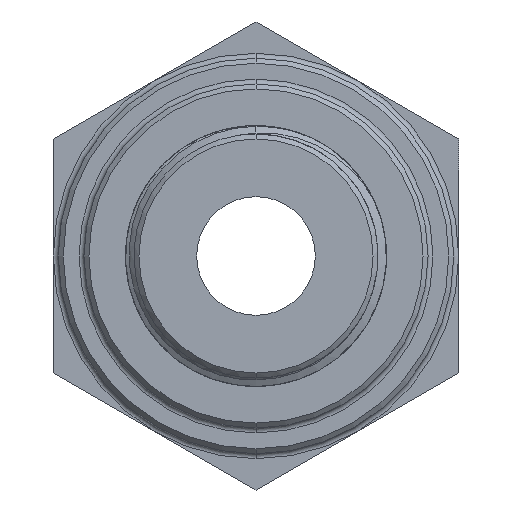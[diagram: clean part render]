
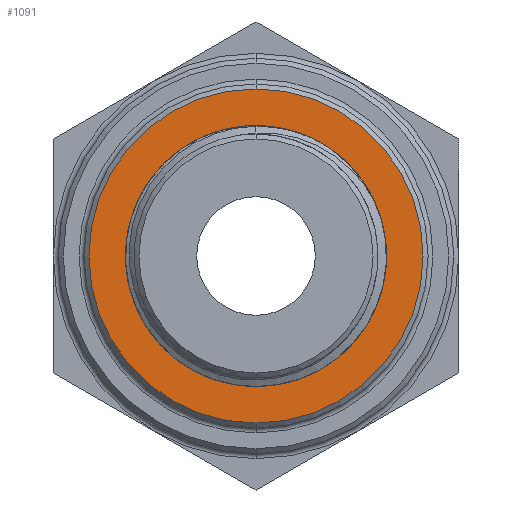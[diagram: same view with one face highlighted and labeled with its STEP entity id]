
A CAD part, left-side view. The second image highlights one B-rep face of the part: STEP entity #1091.
In plain terms, the highlighted planar face has unit normal (-1, 0, 0).
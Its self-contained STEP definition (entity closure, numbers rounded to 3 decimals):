
#116 = ORIENTED_EDGE ( 'NONE', *, *, #1127, .T. ) ;
#196 = CARTESIAN_POINT ( 'NONE',  ( -37., 0., 0. ) ) ;
#289 = ORIENTED_EDGE ( 'NONE', *, *, #1136, .T. ) ;
#490 = VERTEX_POINT ( 'NONE', #1330 ) ;
#549 = CIRCLE ( 'NONE', #5089, 16.9 ) ;
#747 = VERTEX_POINT ( 'NONE', #3948 ) ;
#1091 = ADVANCED_FACE ( 'NONE', ( #5785, #4860 ), #1128, .F. ) ;
#1127 = EDGE_CURVE ( 'NONE', #747, #2149, #4603, .T. ) ;
#1128 = PLANE ( 'NONE',  #1148 ) ;
#1136 = EDGE_CURVE ( 'NONE', #5949, #490, #3524, .T. ) ;
#1148 = AXIS2_PLACEMENT_3D ( 'NONE', #3912, #3973, #2924 ) ;
#1164 = DIRECTION ( 'NONE',  ( 0., 0., -1. ) ) ;
#1228 = CIRCLE ( 'NONE', #4474, 12.84 ) ;
#1278 = ORIENTED_EDGE ( 'NONE', *, *, #2050, .T. ) ;
#1330 = CARTESIAN_POINT ( 'NONE',  ( -37., 0., 12.84 ) ) ;
#1639 = DIRECTION ( 'NONE',  ( -1., 0., 0. ) ) ;
#1722 = CARTESIAN_POINT ( 'NONE',  ( -37., 0., -12.84 ) ) ;
#1739 = CARTESIAN_POINT ( 'NONE',  ( -37., 0., 0. ) ) ;
#1968 = DIRECTION ( 'NONE',  ( -1., 0., 0. ) ) ;
#2017 = CARTESIAN_POINT ( 'NONE',  ( -37., 0., 16.9 ) ) ;
#2050 = EDGE_CURVE ( 'NONE', #2149, #747, #549, .T. ) ;
#2149 = VERTEX_POINT ( 'NONE', #2017 ) ;
#2505 = EDGE_CURVE ( 'NONE', #490, #5949, #1228, .T. ) ;
#2524 = AXIS2_PLACEMENT_3D ( 'NONE', #196, #5754, #5816 ) ;
#2588 = DIRECTION ( 'NONE',  ( 0., 0., -1. ) ) ;
#2764 = DIRECTION ( 'NONE',  ( 0., 0., -1. ) ) ;
#2924 = DIRECTION ( 'NONE',  ( 0., 0., -1. ) ) ;
#3044 = EDGE_LOOP ( 'NONE', ( #289, #5304 ) ) ;
#3320 = DIRECTION ( 'NONE',  ( 1., 0., 0. ) ) ;
#3524 = CIRCLE ( 'NONE', #2524, 12.84 ) ;
#3843 = EDGE_LOOP ( 'NONE', ( #116, #1278 ) ) ;
#3912 = CARTESIAN_POINT ( 'NONE',  ( -37., 17.4, 0. ) ) ;
#3948 = CARTESIAN_POINT ( 'NONE',  ( -37., 0., -16.9 ) ) ;
#3973 = DIRECTION ( 'NONE',  ( 1., 0., 0. ) ) ;
#4474 = AXIS2_PLACEMENT_3D ( 'NONE', #5646, #3320, #2764 ) ;
#4603 = CIRCLE ( 'NONE', #5086, 16.9 ) ;
#4860 = FACE_OUTER_BOUND ( 'NONE', #3843, .T. ) ;
#5086 = AXIS2_PLACEMENT_3D ( 'NONE', #5388, #1968, #1164 ) ;
#5089 = AXIS2_PLACEMENT_3D ( 'NONE', #1739, #1639, #2588 ) ;
#5304 = ORIENTED_EDGE ( 'NONE', *, *, #2505, .T. ) ;
#5388 = CARTESIAN_POINT ( 'NONE',  ( -37., 0., 0. ) ) ;
#5646 = CARTESIAN_POINT ( 'NONE',  ( -37., 0., 0. ) ) ;
#5754 = DIRECTION ( 'NONE',  ( 1., 0., 0. ) ) ;
#5785 = FACE_BOUND ( 'NONE', #3044, .T. ) ;
#5816 = DIRECTION ( 'NONE',  ( 0., 0., -1. ) ) ;
#5949 = VERTEX_POINT ( 'NONE', #1722 ) ;
